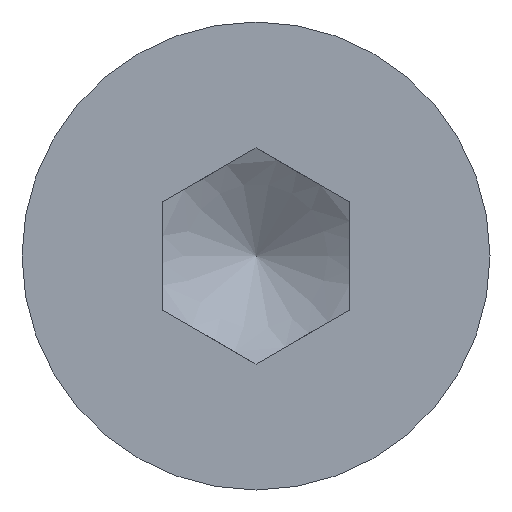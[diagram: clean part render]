
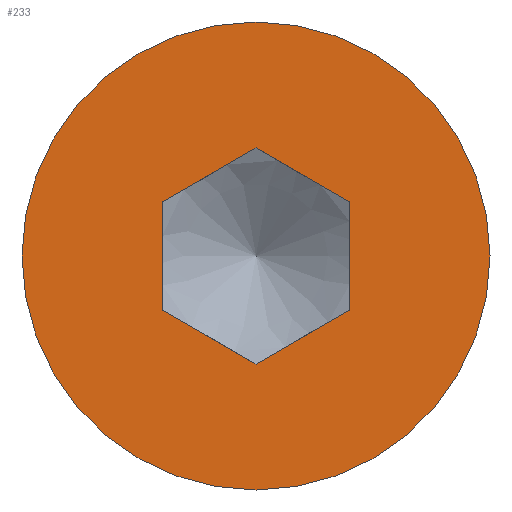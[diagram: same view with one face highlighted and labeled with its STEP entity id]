
A CAD part, left-side view. The second image highlights one B-rep face of the part: STEP entity #233.
In plain terms, the highlighted planar face has unit normal (-1, 0, 0).
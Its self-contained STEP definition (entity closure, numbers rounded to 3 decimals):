
#25=FACE_BOUND('',#58,.T.);
#28=PLANE('',#276);
#42=FACE_OUTER_BOUND('',#57,.T.);
#57=EDGE_LOOP('',(#184));
#58=EDGE_LOOP('',(#185,#186,#187,#188,#189,#190));
#69=LINE('',#378,#85);
#70=LINE('',#380,#86);
#71=LINE('',#382,#87);
#72=LINE('',#384,#88);
#73=LINE('',#386,#89);
#74=LINE('',#387,#90);
#85=VECTOR('',#321,10.);
#86=VECTOR('',#322,10.);
#87=VECTOR('',#323,10.);
#88=VECTOR('',#324,10.);
#89=VECTOR('',#325,10.);
#90=VECTOR('',#326,10.);
#99=CIRCLE('',#263,3.75);
#108=VERTEX_POINT('',#352);
#115=VERTEX_POINT('',#376);
#116=VERTEX_POINT('',#377);
#117=VERTEX_POINT('',#379);
#118=VERTEX_POINT('',#381);
#119=VERTEX_POINT('',#383);
#120=VERTEX_POINT('',#385);
#131=EDGE_CURVE('',#108,#108,#99,.T.);
#141=EDGE_CURVE('',#115,#116,#69,.T.);
#142=EDGE_CURVE('',#116,#117,#70,.T.);
#143=EDGE_CURVE('',#117,#118,#71,.T.);
#144=EDGE_CURVE('',#118,#119,#72,.T.);
#145=EDGE_CURVE('',#119,#120,#73,.T.);
#146=EDGE_CURVE('',#120,#115,#74,.T.);
#184=ORIENTED_EDGE('',*,*,#131,.F.);
#185=ORIENTED_EDGE('',*,*,#141,.T.);
#186=ORIENTED_EDGE('',*,*,#142,.T.);
#187=ORIENTED_EDGE('',*,*,#143,.T.);
#188=ORIENTED_EDGE('',*,*,#144,.T.);
#189=ORIENTED_EDGE('',*,*,#145,.T.);
#190=ORIENTED_EDGE('',*,*,#146,.T.);
#233=ADVANCED_FACE('',(#42,#25),#28,.T.);
#263=AXIS2_PLACEMENT_3D('',#354,#291,#292);
#276=AXIS2_PLACEMENT_3D('',#375,#319,#320);
#291=DIRECTION('center_axis',(1.,0.,0.));
#292=DIRECTION('ref_axis',(0.,-1.,0.));
#319=DIRECTION('center_axis',(-1.,0.,0.));
#320=DIRECTION('ref_axis',(0.,0.,1.));
#321=DIRECTION('',(0.,0.,1.));
#322=DIRECTION('',(0.,-0.866,0.5));
#323=DIRECTION('',(0.,-0.866,-0.5));
#324=DIRECTION('',(0.,0.,-1.));
#325=DIRECTION('',(0.,0.866,-0.5));
#326=DIRECTION('',(0.,0.866,0.5));
#352=CARTESIAN_POINT('',(-3.5,0.,3.75));
#354=CARTESIAN_POINT('Origin',(-3.5,0.,0.));
#375=CARTESIAN_POINT('Origin',(-3.5,2.991,0.));
#376=CARTESIAN_POINT('',(-3.5,1.5,-0.866));
#377=CARTESIAN_POINT('',(-3.5,1.5,0.866));
#378=CARTESIAN_POINT('',(-3.5,1.5,0.433));
#379=CARTESIAN_POINT('',(-3.5,0.,1.732));
#380=CARTESIAN_POINT('',(-3.5,0.375,1.516));
#381=CARTESIAN_POINT('',(-3.5,-1.5,0.866));
#382=CARTESIAN_POINT('',(-3.5,-1.125,1.083));
#383=CARTESIAN_POINT('',(-3.5,-1.5,-0.866));
#384=CARTESIAN_POINT('',(-3.5,-1.5,-0.433));
#385=CARTESIAN_POINT('',(-3.5,0.,-1.732));
#386=CARTESIAN_POINT('',(-3.5,-0.375,-1.516));
#387=CARTESIAN_POINT('',(-3.5,1.125,-1.083));
